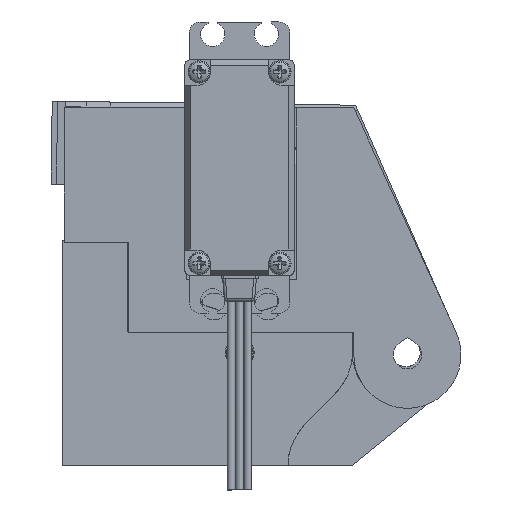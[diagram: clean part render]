
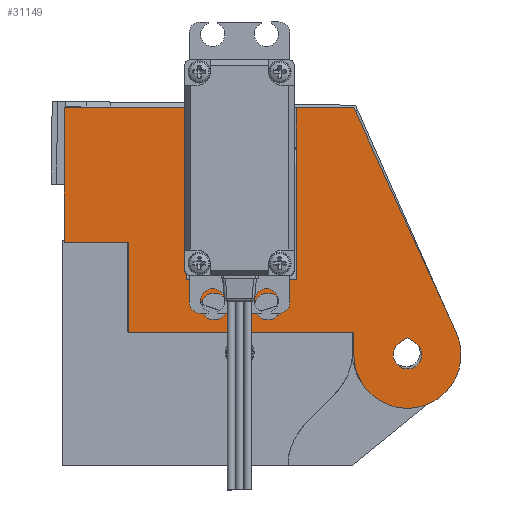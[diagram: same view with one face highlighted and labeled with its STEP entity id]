
A CAD part, left-side view. The second image highlights one B-rep face of the part: STEP entity #31149.
In plain terms, the highlighted planar face has unit normal (-1, 0, 0).
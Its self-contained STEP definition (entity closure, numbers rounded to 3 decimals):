
#812=FACE_BOUND('',#5972,.T.);
#813=FACE_BOUND('',#5973,.T.);
#814=FACE_BOUND('',#5974,.T.);
#2101=CIRCLE('',#33915,2.5);
#2103=CIRCLE('',#33918,2.5);
#2105=CIRCLE('',#33925,10.);
#2106=CIRCLE('',#33926,2.65);
#4054=FACE_OUTER_BOUND('',#5971,.T.);
#5971=EDGE_LOOP('',(#26017,#26018,#26019,#26020,#26021,#26022,#26023,#26024,
#26025,#26026,#26027,#26028,#26029,#26030,#26031,#26032,#26033));
#5972=EDGE_LOOP('',(#26034));
#5973=EDGE_LOOP('',(#26035));
#5974=EDGE_LOOP('',(#26036,#26037,#26038));
#8141=LINE('',#55260,#10836);
#8145=LINE('',#55268,#10840);
#8239=LINE('',#55749,#10934);
#8243=LINE('',#55757,#10938);
#8246=LINE('',#55763,#10941);
#8250=LINE('',#55771,#10945);
#8251=LINE('',#55772,#10946);
#8252=LINE('',#55774,#10947);
#8253=LINE('',#55776,#10948);
#8254=LINE('',#55778,#10949);
#8255=LINE('',#55780,#10950);
#8256=LINE('',#55782,#10951);
#8257=LINE('',#55784,#10952);
#8258=LINE('',#55787,#10953);
#8259=LINE('',#55789,#10954);
#8260=LINE('',#55790,#10955);
#8261=LINE('',#55793,#10956);
#8262=LINE('',#55796,#10957);
#10836=VECTOR('',#40137,10.);
#10840=VECTOR('',#40141,10.);
#10934=VECTOR('',#40265,10.);
#10938=VECTOR('',#40271,10.);
#10941=VECTOR('',#40276,10.);
#10945=VECTOR('',#40284,10.);
#10946=VECTOR('',#40285,10.);
#10947=VECTOR('',#40286,10.);
#10948=VECTOR('',#40287,10.);
#10949=VECTOR('',#40288,10.);
#10950=VECTOR('',#40289,10.);
#10951=VECTOR('',#40290,10.);
#10952=VECTOR('',#40291,10.);
#10953=VECTOR('',#40294,10.);
#10954=VECTOR('',#40295,10.);
#10955=VECTOR('',#40296,10.);
#10956=VECTOR('',#40297,10.);
#10957=VECTOR('',#40300,10.);
#14125=VERTEX_POINT('',#55257);
#14126=VERTEX_POINT('',#55259);
#14129=VERTEX_POINT('',#55265);
#14130=VERTEX_POINT('',#55267);
#14267=VERTEX_POINT('',#55735);
#14269=VERTEX_POINT('',#55741);
#14271=VERTEX_POINT('',#55747);
#14272=VERTEX_POINT('',#55748);
#14275=VERTEX_POINT('',#55756);
#14277=VERTEX_POINT('',#55762);
#14279=VERTEX_POINT('',#55770);
#14280=VERTEX_POINT('',#55773);
#14281=VERTEX_POINT('',#55775);
#14282=VERTEX_POINT('',#55777);
#14283=VERTEX_POINT('',#55779);
#14284=VERTEX_POINT('',#55781);
#14285=VERTEX_POINT('',#55783);
#14286=VERTEX_POINT('',#55785);
#14287=VERTEX_POINT('',#55788);
#14288=VERTEX_POINT('',#55791);
#14289=VERTEX_POINT('',#55792);
#14290=VERTEX_POINT('',#55794);
#18202=EDGE_CURVE('',#14126,#14125,#8141,.T.);
#18206=EDGE_CURVE('',#14130,#14129,#8145,.T.);
#18348=EDGE_CURVE('',#14267,#14267,#2101,.T.);
#18351=EDGE_CURVE('',#14269,#14269,#2103,.T.);
#18354=EDGE_CURVE('',#14271,#14272,#8239,.T.);
#18358=EDGE_CURVE('',#14275,#14271,#8243,.T.);
#18361=EDGE_CURVE('',#14277,#14275,#8246,.T.);
#18365=EDGE_CURVE('',#14272,#14279,#8250,.T.);
#18366=EDGE_CURVE('',#14279,#14126,#8251,.T.);
#18367=EDGE_CURVE('',#14125,#14280,#8252,.T.);
#18368=EDGE_CURVE('',#14280,#14281,#8253,.T.);
#18369=EDGE_CURVE('',#14281,#14282,#8254,.T.);
#18370=EDGE_CURVE('',#14282,#14283,#8255,.T.);
#18371=EDGE_CURVE('',#14283,#14284,#8256,.T.);
#18372=EDGE_CURVE('',#14284,#14285,#8257,.T.);
#18373=EDGE_CURVE('',#14285,#14286,#2105,.T.);
#18374=EDGE_CURVE('',#14130,#14286,#8258,.T.);
#18375=EDGE_CURVE('',#14129,#14287,#8259,.T.);
#18376=EDGE_CURVE('',#14287,#14277,#8260,.T.);
#18377=EDGE_CURVE('',#14288,#14289,#8261,.T.);
#18378=EDGE_CURVE('',#14289,#14290,#2106,.T.);
#18379=EDGE_CURVE('',#14290,#14288,#8262,.T.);
#26017=ORIENTED_EDGE('',*,*,#18361,.T.);
#26018=ORIENTED_EDGE('',*,*,#18358,.T.);
#26019=ORIENTED_EDGE('',*,*,#18354,.T.);
#26020=ORIENTED_EDGE('',*,*,#18365,.T.);
#26021=ORIENTED_EDGE('',*,*,#18366,.T.);
#26022=ORIENTED_EDGE('',*,*,#18202,.T.);
#26023=ORIENTED_EDGE('',*,*,#18367,.T.);
#26024=ORIENTED_EDGE('',*,*,#18368,.T.);
#26025=ORIENTED_EDGE('',*,*,#18369,.T.);
#26026=ORIENTED_EDGE('',*,*,#18370,.T.);
#26027=ORIENTED_EDGE('',*,*,#18371,.T.);
#26028=ORIENTED_EDGE('',*,*,#18372,.T.);
#26029=ORIENTED_EDGE('',*,*,#18373,.T.);
#26030=ORIENTED_EDGE('',*,*,#18374,.F.);
#26031=ORIENTED_EDGE('',*,*,#18206,.T.);
#26032=ORIENTED_EDGE('',*,*,#18375,.T.);
#26033=ORIENTED_EDGE('',*,*,#18376,.T.);
#26034=ORIENTED_EDGE('',*,*,#18348,.T.);
#26035=ORIENTED_EDGE('',*,*,#18351,.T.);
#26036=ORIENTED_EDGE('',*,*,#18377,.T.);
#26037=ORIENTED_EDGE('',*,*,#18378,.T.);
#26038=ORIENTED_EDGE('',*,*,#18379,.T.);
#29625=PLANE('',#33924);
#31149=ADVANCED_FACE('',(#4054,#812,#813,#814),#29625,.T.);
#33915=AXIS2_PLACEMENT_3D('',#55736,#40251,#40252);
#33918=AXIS2_PLACEMENT_3D('',#55742,#40258,#40259);
#33924=AXIS2_PLACEMENT_3D('',#55769,#40282,#40283);
#33925=AXIS2_PLACEMENT_3D('',#55786,#40292,#40293);
#33926=AXIS2_PLACEMENT_3D('',#55795,#40298,#40299);
#40137=DIRECTION('',(0.,1.,0.));
#40141=DIRECTION('',(0.,1.,0.));
#40251=DIRECTION('center_axis',(1.,0.,0.));
#40252=DIRECTION('ref_axis',(0.,-1.,0.));
#40258=DIRECTION('center_axis',(1.,0.,0.));
#40259=DIRECTION('ref_axis',(0.,-1.,0.));
#40265=DIRECTION('',(0.,0.,1.));
#40271=DIRECTION('',(0.,1.,0.));
#40276=DIRECTION('',(0.,0.,-1.));
#40282=DIRECTION('center_axis',(-1.,0.,0.));
#40283=DIRECTION('ref_axis',(0.,-1.,0.));
#40284=DIRECTION('',(0.,1.,0.));
#40285=DIRECTION('',(0.,0.,1.));
#40286=DIRECTION('',(0.,0.,-1.));
#40287=DIRECTION('',(0.,-1.,0.));
#40288=DIRECTION('',(0.,0.,-1.));
#40289=DIRECTION('',(0.,-1.,0.));
#40290=DIRECTION('',(0.,0.,-1.));
#40291=DIRECTION('',(0.,0.,-1.));
#40292=DIRECTION('center_axis',(-1.,0.,0.));
#40293=DIRECTION('ref_axis',(0.,-1.,0.));
#40294=DIRECTION('',(0.,-0.415,-0.91));
#40295=DIRECTION('',(0.,0.,-1.));
#40296=DIRECTION('',(0.,1.,0.));
#40297=DIRECTION('',(0.,-0.817,-0.576));
#40298=DIRECTION('center_axis',(1.,0.,0.));
#40299=DIRECTION('ref_axis',(0.,-1.,0.));
#40300=DIRECTION('',(0.,-0.817,0.576));
#55257=CARTESIAN_POINT('',(-123.,33.,46.));
#55259=CARTESIAN_POINT('',(-123.,10.25,46.));
#55260=CARTESIAN_POINT('',(-123.,21.,46.));
#55265=CARTESIAN_POINT('',(-123.,-10.25,46.));
#55267=CARTESIAN_POINT('',(-123.,-21.,46.));
#55268=CARTESIAN_POINT('',(-123.,21.,46.));
#55735=CARTESIAN_POINT('',(-123.,7.5,9.));
#55736=CARTESIAN_POINT('Origin',(-123.,5.,9.));
#55741=CARTESIAN_POINT('',(-123.,-2.5,9.));
#55742=CARTESIAN_POINT('Origin',(-123.,-5.,9.));
#55747=CARTESIAN_POINT('',(-123.,1.875,6.58));
#55748=CARTESIAN_POINT('',(-123.,1.875,14.));
#55749=CARTESIAN_POINT('',(-123.,1.875,15.44));
#55756=CARTESIAN_POINT('',(-123.,-1.875,6.58));
#55757=CARTESIAN_POINT('',(-123.,-0.937,6.58));
#55762=CARTESIAN_POINT('',(-123.,-1.875,14.));
#55763=CARTESIAN_POINT('',(-123.,-1.875,19.15));
#55769=CARTESIAN_POINT('Origin',(-123.,0.,24.3));
#55770=CARTESIAN_POINT('',(-123.,10.25,14.));
#55771=CARTESIAN_POINT('',(-123.,-5.125,14.));
#55772=CARTESIAN_POINT('',(-123.,10.25,14.));
#55773=CARTESIAN_POINT('',(-123.,33.,21.));
#55774=CARTESIAN_POINT('',(-123.,33.,46.));
#55775=CARTESIAN_POINT('',(-123.,21.,21.));
#55776=CARTESIAN_POINT('',(-123.,13.5,21.));
#55777=CARTESIAN_POINT('',(-123.,21.,4.05));
#55778=CARTESIAN_POINT('',(-123.,21.,44.55));
#55779=CARTESIAN_POINT('',(-123.,-21.,4.05));
#55780=CARTESIAN_POINT('',(-123.,21.,4.05));
#55781=CARTESIAN_POINT('',(-123.,-21.,4.));
#55782=CARTESIAN_POINT('',(-123.,-21.,46.));
#55783=CARTESIAN_POINT('',(-123.,-21.,0.));
#55784=CARTESIAN_POINT('',(-123.,-21.,4.));
#55785=CARTESIAN_POINT('',(-123.,-40.097,4.152));
#55786=CARTESIAN_POINT('Origin',(-123.,-31.,0.));
#55787=CARTESIAN_POINT('',(-123.,-21.,46.));
#55788=CARTESIAN_POINT('',(-123.,-10.25,14.));
#55789=CARTESIAN_POINT('',(-123.,-10.25,35.15));
#55790=CARTESIAN_POINT('',(-123.,-5.125,14.));
#55791=CARTESIAN_POINT('',(-123.,-31.,3.243));
#55792=CARTESIAN_POINT('',(-123.,-32.527,2.166));
#55793=CARTESIAN_POINT('',(-123.,-15.69,14.041));
#55794=CARTESIAN_POINT('',(-123.,-29.473,2.166));
#55795=CARTESIAN_POINT('Origin',(-123.,-31.,0.));
#55796=CARTESIAN_POINT('',(-123.,-24.844,-1.099));
